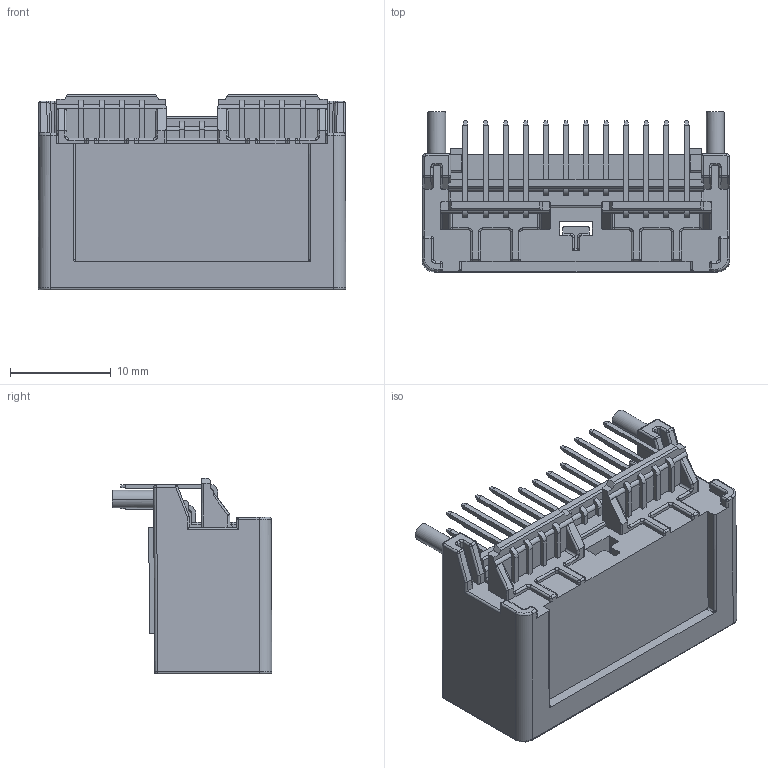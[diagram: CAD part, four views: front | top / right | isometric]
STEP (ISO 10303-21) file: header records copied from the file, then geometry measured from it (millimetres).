
FILE_DESCRIPTION((''),'2;1');
FILE_NAME('348260200','2016-02-26T',('ME'),(''),'PRO/ENGINEER BY PARAMETRIC TECHNOLOGY CORPORATION, 2012310','PRO/ENGINEER BY PARAMETRIC TECHNOLOGY CORPORATION, 2012310','');
FILE_SCHEMA(('CONFIG_CONTROL_DESIGN'));
Products named in the file (1): 348260200
Bounding box: 30.63 x 15.89 x 19.5 mm (x, y, z)
Volume: 2333.9 mm3; surface area: 4250.6 mm2
Topology: 1 solids, 1 shells, 1518 faces, 4204 edges, 2720 vertices
Faces by surface type: plane 1174, cylinder 258, bspline 57, sphere 25, torus 4
Entity records: 53347 total; most frequent: CARTESIAN_POINT 15343, ORIENTED_EDGE 8274, DIRECTION 7049, EDGE_CURVE 4137, VECTOR 3487, LINE 3487, VERTEX_POINT 2680, AXIS2_PLACEMENT_3D 1781
